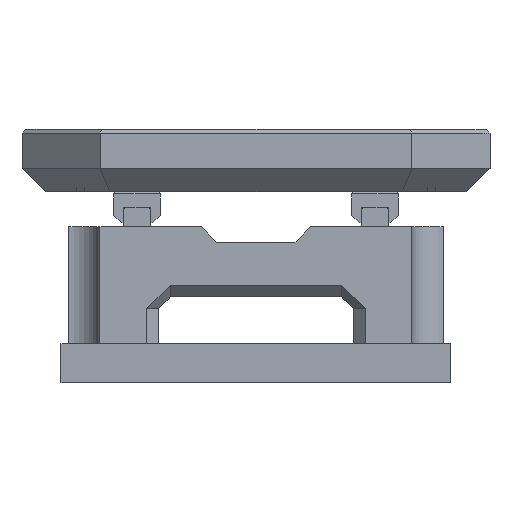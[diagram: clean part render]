
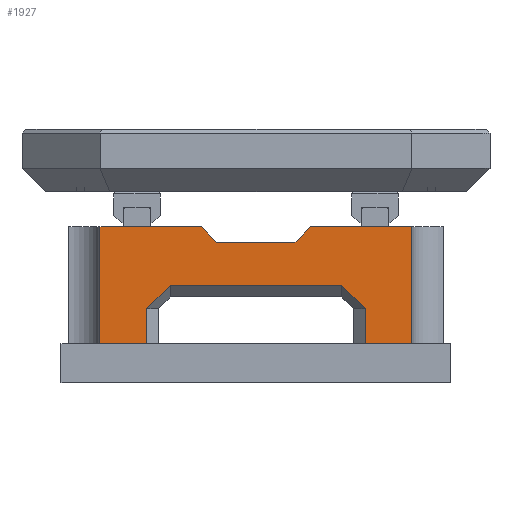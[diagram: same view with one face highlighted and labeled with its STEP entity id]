
A CAD part, left-side view. The second image highlights one B-rep face of the part: STEP entity #1927.
In plain terms, the highlighted planar face has unit normal (-1, 0, 0).
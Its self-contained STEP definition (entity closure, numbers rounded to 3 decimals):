
#16 = CARTESIAN_POINT ( 'NONE',  ( -2000., -110., 125. ) ) ;
#49 = CARTESIAN_POINT ( 'NONE',  ( -2000., 140., 95. ) ) ;
#116 = VECTOR ( 'NONE', #926, 1000. ) ;
#121 = VECTOR ( 'NONE', #3360, 1000. ) ;
#133 = VERTEX_POINT ( 'NONE', #3225 ) ;
#143 = EDGE_CURVE ( 'NONE', #205, #2696, #2140, .T. ) ;
#146 = VECTOR ( 'NONE', #3617, 1000. ) ;
#158 = CARTESIAN_POINT ( 'NONE',  ( -2000., 240., 50. ) ) ;
#190 = ORIENTED_EDGE ( 'NONE', *, *, #4363, .F. ) ;
#205 = VERTEX_POINT ( 'NONE', #3282 ) ;
#226 = EDGE_CURVE ( 'NONE', #3953, #2696, #4533, .T. ) ;
#264 = EDGE_CURVE ( 'NONE', #2930, #2975, #3482, .T. ) ;
#327 = LINE ( 'NONE', #1977, #116 ) ;
#342 = LINE ( 'NONE', #1284, #2362 ) ;
#358 = LINE ( 'NONE', #4086, #2145 ) ;
#374 = CARTESIAN_POINT ( 'NONE',  ( -2000., 110., 125. ) ) ;
#382 = LINE ( 'NONE', #1380, #2505 ) ;
#432 = CARTESIAN_POINT ( 'NONE',  ( -2000., 140., 200. ) ) ;
#441 = ORIENTED_EDGE ( 'NONE', *, *, #4262, .T. ) ;
#512 = LINE ( 'NONE', #4191, #1448 ) ;
#513 = VERTEX_POINT ( 'NONE', #3568 ) ;
#628 = EDGE_CURVE ( 'NONE', #1740, #3127, #3705, .T. ) ;
#643 = VECTOR ( 'NONE', #3650, 1000. ) ;
#855 = CARTESIAN_POINT ( 'NONE',  ( -2000., 240., 180. ) ) ;
#926 = DIRECTION ( 'NONE',  ( 0., 0., -1. ) ) ;
#953 = ORIENTED_EDGE ( 'NONE', *, *, #3732, .T. ) ;
#1004 = CARTESIAN_POINT ( 'NONE',  ( -2000., 140., 50. ) ) ;
#1014 = AXIS2_PLACEMENT_3D ( 'NONE', #4111, #3418, #1290 ) ;
#1065 = LINE ( 'NONE', #158, #121 ) ;
#1214 = VECTOR ( 'NONE', #3579, 1000. ) ;
#1255 = DIRECTION ( 'NONE',  ( 0., 0.707, 0.707 ) ) ;
#1284 = CARTESIAN_POINT ( 'NONE',  ( -2000., -200., -63.137 ) ) ;
#1290 = DIRECTION ( 'NONE',  ( 0., 0., -1. ) ) ;
#1293 = CARTESIAN_POINT ( 'NONE',  ( -2000., 50., 180. ) ) ;
#1380 = CARTESIAN_POINT ( 'NONE',  ( -2000., -140., 200. ) ) ;
#1410 = VERTEX_POINT ( 'NONE', #2559 ) ;
#1448 = VECTOR ( 'NONE', #2060, 1000. ) ;
#1498 = EDGE_CURVE ( 'NONE', #513, #1740, #1065, .T. ) ;
#1529 = ORIENTED_EDGE ( 'NONE', *, *, #4211, .T. ) ;
#1605 = DIRECTION ( 'NONE',  ( 0., 0.707, -0.707 ) ) ;
#1703 = VECTOR ( 'NONE', #1860, 1000. ) ;
#1740 = VERTEX_POINT ( 'NONE', #1004 ) ;
#1837 = ORIENTED_EDGE ( 'NONE', *, *, #4421, .T. ) ;
#1860 = DIRECTION ( 'NONE',  ( 0., -1., 0. ) ) ;
#1866 = CARTESIAN_POINT ( 'NONE',  ( -2000., 240., 50. ) ) ;
#1882 = EDGE_CURVE ( 'NONE', #3953, #3127, #358, .T. ) ;
#1927 = ADVANCED_FACE ( 'NONE', ( #3711 ), #3068, .F. ) ;
#1948 = CARTESIAN_POINT ( 'NONE',  ( -2000., -140., 50. ) ) ;
#1977 = CARTESIAN_POINT ( 'NONE',  ( -2000., 200., -63.137 ) ) ;
#2060 = DIRECTION ( 'NONE',  ( 0., -1., 0. ) ) ;
#2084 = VECTOR ( 'NONE', #4258, 1000. ) ;
#2110 = VECTOR ( 'NONE', #1255, 1000. ) ;
#2118 = ORIENTED_EDGE ( 'NONE', *, *, #143, .F. ) ;
#2140 = LINE ( 'NONE', #2168, #1214 ) ;
#2145 = VECTOR ( 'NONE', #1605, 1000. ) ;
#2168 = CARTESIAN_POINT ( 'NONE',  ( -2000., -110., 125. ) ) ;
#2179 = ORIENTED_EDGE ( 'NONE', *, *, #264, .T. ) ;
#2181 = ORIENTED_EDGE ( 'NONE', *, *, #1498, .T. ) ;
#2214 = DIRECTION ( 'NONE',  ( 0., -1., 0. ) ) ;
#2227 = CARTESIAN_POINT ( 'NONE',  ( -2000., 240., 125. ) ) ;
#2332 = CARTESIAN_POINT ( 'NONE',  ( -2000., 50., 180. ) ) ;
#2362 = VECTOR ( 'NONE', #3406, 1000. ) ;
#2365 = ORIENTED_EDGE ( 'NONE', *, *, #3405, .F. ) ;
#2472 = VERTEX_POINT ( 'NONE', #3089 ) ;
#2505 = VECTOR ( 'NONE', #4553, 1000. ) ;
#2513 = VERTEX_POINT ( 'NONE', #1293 ) ;
#2523 = CARTESIAN_POINT ( 'NONE',  ( -2000., 200., 200. ) ) ;
#2559 = CARTESIAN_POINT ( 'NONE',  ( -2000., 70., 200. ) ) ;
#2566 = ORIENTED_EDGE ( 'NONE', *, *, #1882, .F. ) ;
#2696 = VERTEX_POINT ( 'NONE', #16 ) ;
#2930 = VERTEX_POINT ( 'NONE', #3772 ) ;
#2975 = VERTEX_POINT ( 'NONE', #4169 ) ;
#3052 = LINE ( 'NONE', #3103, #2084 ) ;
#3065 = ORIENTED_EDGE ( 'NONE', *, *, #226, .T. ) ;
#3068 = PLANE ( 'NONE',  #1014 ) ;
#3089 = CARTESIAN_POINT ( 'NONE',  ( -2000., -200., 50. ) ) ;
#3096 = EDGE_LOOP ( 'NONE', ( #2181, #4032, #2566, #3065, #2118, #1837, #3862, #953, #2365, #2179, #4545, #1529, #190, #441 ) ) ;
#3103 = CARTESIAN_POINT ( 'NONE',  ( -2000., 240., 200. ) ) ;
#3127 = VERTEX_POINT ( 'NONE', #49 ) ;
#3225 = CARTESIAN_POINT ( 'NONE',  ( -2000., -200., 200. ) ) ;
#3282 = CARTESIAN_POINT ( 'NONE',  ( -2000., -140., 95. ) ) ;
#3292 = CARTESIAN_POINT ( 'NONE',  ( -2000., -50., 180. ) ) ;
#3312 = VECTOR ( 'NONE', #2214, 1000. ) ;
#3360 = DIRECTION ( 'NONE',  ( 0., -1., 0. ) ) ;
#3405 = EDGE_CURVE ( 'NONE', #2930, #133, #3052, .T. ) ;
#3406 = DIRECTION ( 'NONE',  ( 0., 0., 1. ) ) ;
#3418 = DIRECTION ( 'NONE',  ( 1., 0., 0. ) ) ;
#3453 = VERTEX_POINT ( 'NONE', #2523 ) ;
#3482 = LINE ( 'NONE', #3292, #643 ) ;
#3568 = CARTESIAN_POINT ( 'NONE',  ( -2000., 200., 50. ) ) ;
#3569 = EDGE_CURVE ( 'NONE', #3666, #2472, #4361, .T. ) ;
#3579 = DIRECTION ( 'NONE',  ( 0., 0.707, 0.707 ) ) ;
#3609 = LINE ( 'NONE', #855, #4442 ) ;
#3617 = DIRECTION ( 'NONE',  ( 0., 0., 1. ) ) ;
#3650 = DIRECTION ( 'NONE',  ( 0., 0.707, -0.707 ) ) ;
#3666 = VERTEX_POINT ( 'NONE', #1948 ) ;
#3705 = LINE ( 'NONE', #432, #146 ) ;
#3711 = FACE_OUTER_BOUND ( 'NONE', #3096, .T. ) ;
#3732 = EDGE_CURVE ( 'NONE', #2472, #133, #342, .T. ) ;
#3772 = CARTESIAN_POINT ( 'NONE',  ( -2000., -70., 200. ) ) ;
#3862 = ORIENTED_EDGE ( 'NONE', *, *, #3569, .T. ) ;
#3953 = VERTEX_POINT ( 'NONE', #374 ) ;
#4032 = ORIENTED_EDGE ( 'NONE', *, *, #628, .T. ) ;
#4086 = CARTESIAN_POINT ( 'NONE',  ( -2000., 140., 95. ) ) ;
#4111 = CARTESIAN_POINT ( 'NONE',  ( -2000., 240., 200. ) ) ;
#4119 = LINE ( 'NONE', #2332, #2110 ) ;
#4169 = CARTESIAN_POINT ( 'NONE',  ( -2000., -50., 180. ) ) ;
#4191 = CARTESIAN_POINT ( 'NONE',  ( -2000., 240., 200. ) ) ;
#4211 = EDGE_CURVE ( 'NONE', #2513, #1410, #4119, .T. ) ;
#4258 = DIRECTION ( 'NONE',  ( 0., -1., 0. ) ) ;
#4262 = EDGE_CURVE ( 'NONE', #3453, #513, #327, .T. ) ;
#4361 = LINE ( 'NONE', #1866, #3312 ) ;
#4363 = EDGE_CURVE ( 'NONE', #3453, #1410, #512, .T. ) ;
#4399 = DIRECTION ( 'NONE',  ( 0., 1., 0. ) ) ;
#4421 = EDGE_CURVE ( 'NONE', #205, #3666, #382, .T. ) ;
#4442 = VECTOR ( 'NONE', #4399, 1000. ) ;
#4533 = LINE ( 'NONE', #2227, #1703 ) ;
#4542 = EDGE_CURVE ( 'NONE', #2975, #2513, #3609, .T. ) ;
#4545 = ORIENTED_EDGE ( 'NONE', *, *, #4542, .T. ) ;
#4553 = DIRECTION ( 'NONE',  ( 0., 0., -1. ) ) ;
